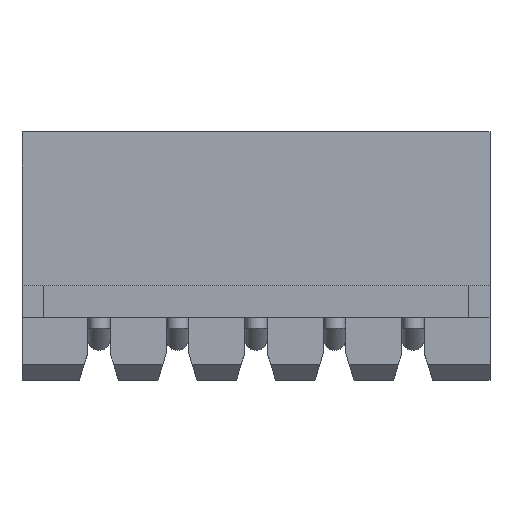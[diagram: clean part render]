
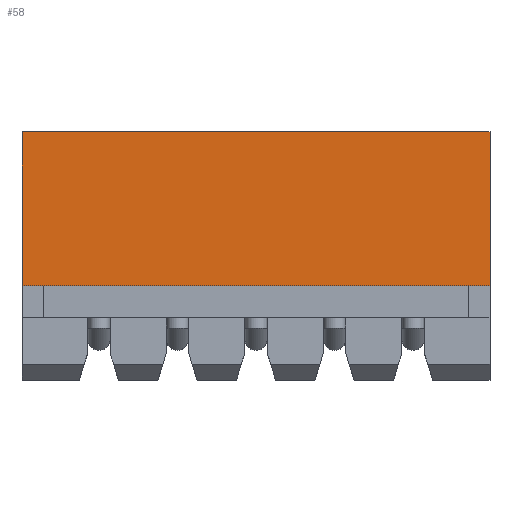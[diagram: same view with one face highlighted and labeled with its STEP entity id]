
A CAD part, top view. The second image highlights one B-rep face of the part: STEP entity #58.
In plain terms, the highlighted planar face has unit normal (0, 0, 1).
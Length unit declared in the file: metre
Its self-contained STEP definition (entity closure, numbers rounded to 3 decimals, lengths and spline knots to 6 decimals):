
#58 = ADVANCED_FACE( '', ( #227 ), #228, .T. );
#227 = FACE_OUTER_BOUND( '', #628, .T. );
#228 = PLANE( '', #629 );
#628 = EDGE_LOOP( '', ( #1640, #1641, #1642, #1643 ) );
#629 = AXIS2_PLACEMENT_3D( '', #1644, #1645, #1646 );
#1640 = ORIENTED_EDGE( '', *, *, #2731, .T. );
#1641 = ORIENTED_EDGE( '', *, *, #2703, .F. );
#1642 = ORIENTED_EDGE( '', *, *, #2732, .F. );
#1643 = ORIENTED_EDGE( '', *, *, #2733, .T. );
#1644 = CARTESIAN_POINT( '', ( -0.00745, -0.00295, 0.00245 ) );
#1645 = DIRECTION( '', ( 0., 0., 1. ) );
#1646 = DIRECTION( '', ( 1., 0., 0. ) );
#2703 = EDGE_CURVE( '', #3091, #3093, #3094, .T. );
#2731 = EDGE_CURVE( '', #3145, #3093, #3146, .T. );
#2732 = EDGE_CURVE( '', #3147, #3091, #3148, .T. );
#2733 = EDGE_CURVE( '', #3147, #3145, #3149, .T. );
#3091 = VERTEX_POINT( '', #3707 );
#3093 = VERTEX_POINT( '', #3710 );
#3094 = LINE( '', #3711, #3712 );
#3145 = VERTEX_POINT( '', #3784 );
#3146 = LINE( '', #3785, #3786 );
#3147 = VERTEX_POINT( '', #3787 );
#3148 = LINE( '', #3788, #3789 );
#3149 = LINE( '', #3790, #3791 );
#3707 = CARTESIAN_POINT( '', ( -0.00745, 0.00295, 0.00245 ) );
#3710 = CARTESIAN_POINT( '', ( 0.00745, 0.00295, 0.00245 ) );
#3711 = CARTESIAN_POINT( '', ( -0.00745, 0.00295, 0.00245 ) );
#3712 = VECTOR( '', #4556, 1. );
#3784 = CARTESIAN_POINT( '', ( 0.00745, -0.00195, 0.00245 ) );
#3785 = CARTESIAN_POINT( '', ( 0.00745, -0.00195, 0.00245 ) );
#3786 = VECTOR( '', #4596, 1. );
#3787 = CARTESIAN_POINT( '', ( -0.00745, -0.00195, 0.00245 ) );
#3788 = CARTESIAN_POINT( '', ( -0.00745, -0.00195, 0.00245 ) );
#3789 = VECTOR( '', #4597, 1. );
#3790 = CARTESIAN_POINT( '', ( -0.00745, -0.00195, 0.00245 ) );
#3791 = VECTOR( '', #4598, 1. );
#4556 = DIRECTION( '', ( 1., 0., 0. ) );
#4596 = DIRECTION( '', ( 0., 1., 0. ) );
#4597 = DIRECTION( '', ( 0., 1., 0. ) );
#4598 = DIRECTION( '', ( 1., 0., 0. ) );
